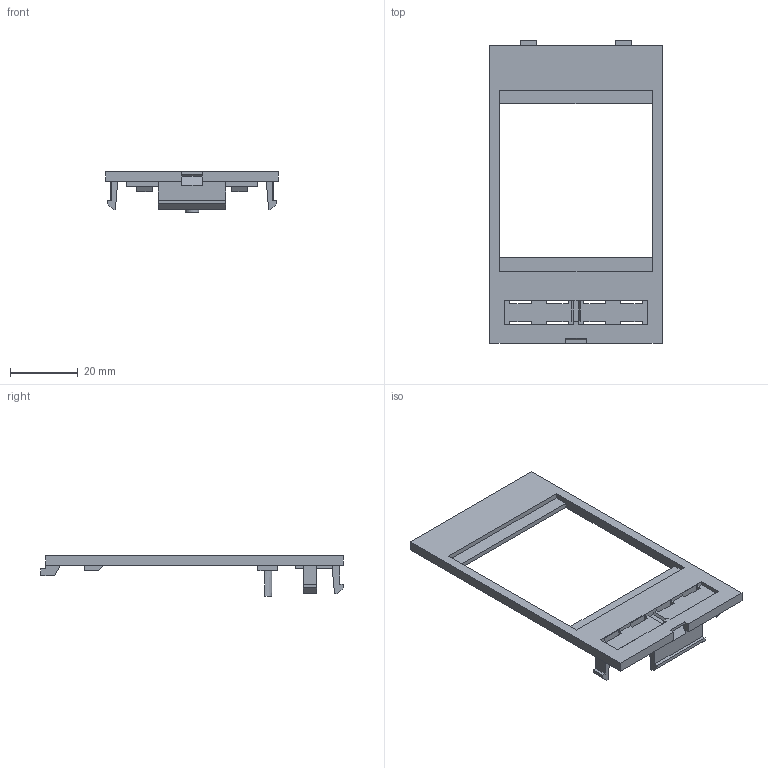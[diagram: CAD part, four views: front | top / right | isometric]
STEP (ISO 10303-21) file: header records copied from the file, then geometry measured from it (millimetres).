
FILE_DESCRIPTION(('Creo Elements/Direct Modeling STEP Export'),'2;1');
FILE_NAME('model.stp','2018-04-10T12:32:24',(''),(''),'Creo Elements/Direct Modeling STEP processor for AP214 (Solid Model)','Creo Elements/Direct Modeling 18.1I 14-Aug-2016 (C) Parametric Technology GmbH','');
FILE_SCHEMA(('AUTOMOTIVE_DESIGN { 1 0 10303 214 1 1 1 1 }'));
Length unit declared in the file: millimetre
Products named in the file (2): EO-SI-FRAME-select
Assembly tree (1 placements, depth 2):
  EO-SI-FRAME-select
    EO-SI-FRAME-select
Bounding box: 50.7 x 89 x 12 mm (x, y, z)
Volume: 7226.2 mm3; surface area: 7430.2 mm2
Topology: 1 solids, 1 shells, 126 faces, 388 edges, 256 vertices
Faces by surface type: plane 125, cone 1
Entity records: 5290 total; most frequent: ORIENTED_EDGE 776, CARTESIAN_POINT 765, DIRECTION 638, EDGE_CURVE 388, VECTOR 380, LINE 380, VERTEX_POINT 256, EDGE_LOOP 136
